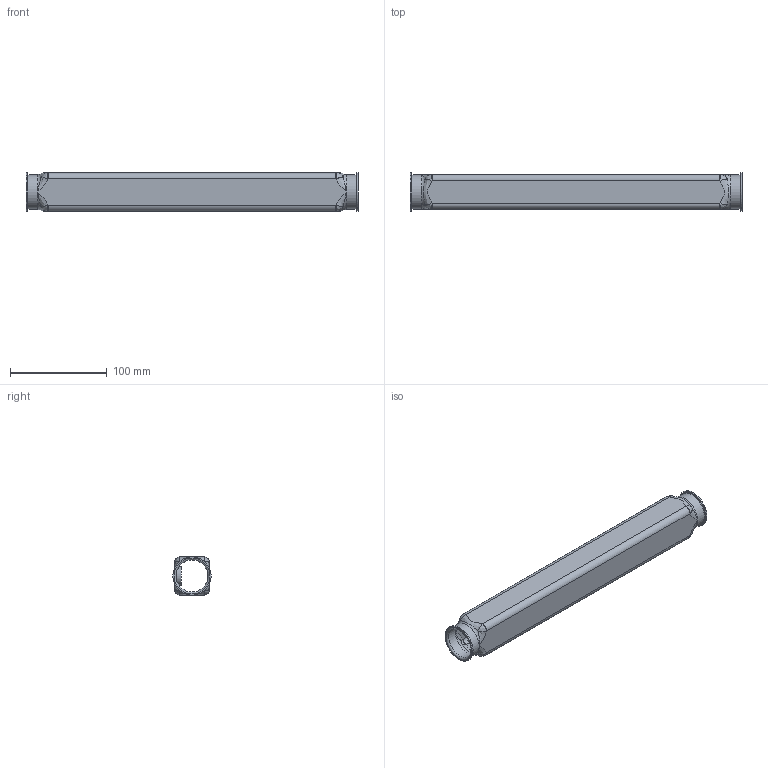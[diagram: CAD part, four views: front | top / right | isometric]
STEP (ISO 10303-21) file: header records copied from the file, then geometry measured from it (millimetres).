
FILE_DESCRIPTION(/* description */ (''),/* implementation_level */ '2;1');
FILE_NAME(/* name */ 'rleh6_1012_es.stp',/* time_stamp */ '2017-06-29T14:40:51+02:00',/* author */ ('leitheußer'),/* organization */ (''),/* preprocessor_version */ 'ST-DEVELOPER v15.6',/* originating_system */ 'Autodesk Inventor LT ',/* authorisation */ '');
FILE_SCHEMA (('AUTOMOTIVE_DESIGN { 1 0 10303 214 3 1 1 }'));
Length unit declared in the file: millimetre
Products named in the file (1): 85201000650
Bounding box: 343 x 39.5 x 39.5 mm (x, y, z)
Surface area: 90840.2 mm2 (no closed solid volume)
Topology: 0 solids, 1 shells, 106 faces, 267 edges, 133 vertices
Faces by surface type: bspline 56, cylinder 20, torus 18, plane 12
Full cylindrical faces by diameter (mm): 19.7 x6, 33 x2, 36 x2, 39.5 x2
Entity records: 7893 total; most frequent: CARTESIAN_POINT 6013, ORIENTED_EDGE 404, DIRECTION 302, EDGE_CURVE 208, EDGE_LOOP 144, AXIS2_PLACEMENT_3D 143, VERTEX_POINT 128, FACE_OUTER_BOUND 106
